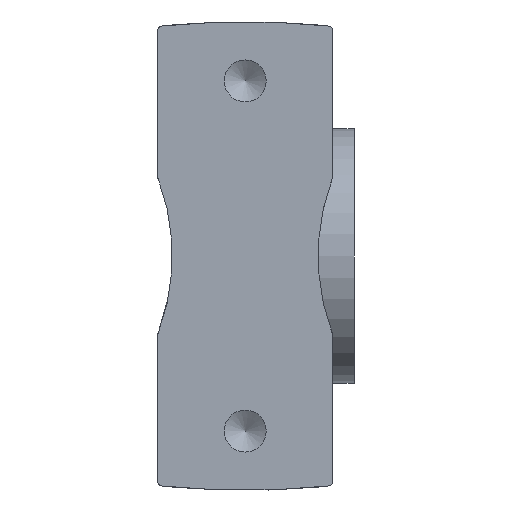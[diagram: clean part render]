
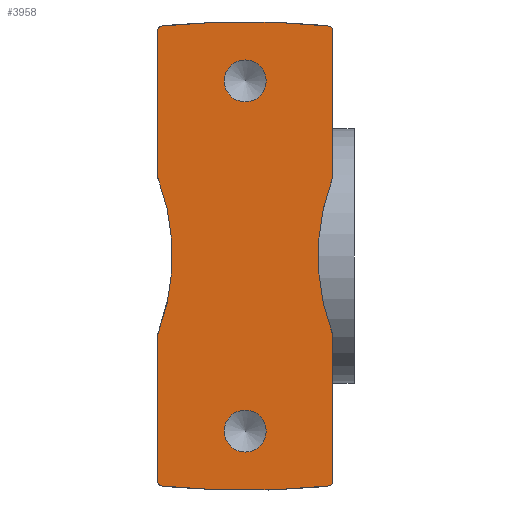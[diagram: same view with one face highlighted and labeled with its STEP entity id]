
A CAD part, front view. The second image highlights one B-rep face of the part: STEP entity #3958.
In plain terms, the highlighted face is planar.
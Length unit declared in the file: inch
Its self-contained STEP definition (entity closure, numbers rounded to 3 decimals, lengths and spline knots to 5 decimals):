
#1009=PLANE('',#4231);
#1052=CIRCLE('',#4132,0.18);
#1054=CIRCLE('',#4136,0.18);
#1075=CIRCLE('',#4170,6.9071);
#1083=CIRCLE('',#4182,0.035);
#1084=CIRCLE('',#4185,1.875);
#1091=CIRCLE('',#4197,1.875);
#1093=CIRCLE('',#4201,0.035);
#1103=CIRCLE('',#4217,0.035);
#1110=CIRCLE('',#4228,6.9071);
#1111=CIRCLE('',#4230,0.035);
#1233=VECTOR('',#4612,1.);
#1242=VECTOR('',#4650,1.);
#1388=LINE('',#7518,#1233);
#1397=LINE('',#7704,#1242);
#1562=VERTEX_POINT('',#5493);
#1565=VERTEX_POINT('',#5500);
#1594=VERTEX_POINT('',#7322);
#1595=VERTEX_POINT('',#7324);
#1602=VERTEX_POINT('',#7513);
#1603=VERTEX_POINT('',#7517);
#1604=VERTEX_POINT('',#7521);
#1614=VERTEX_POINT('',#7656);
#1615=VERTEX_POINT('',#7658);
#1619=VERTEX_POINT('',#7703);
#1639=VERTEX_POINT('',#8190);
#1640=VERTEX_POINT('',#8193);
#1646=VERTEX_POINT('',#8293);
#1647=VERTEX_POINT('',#8297);
#1981=EDGE_CURVE('',#1562,#1562,#1052,.T.);
#1983=EDGE_CURVE('',#1565,#1565,#1054,.T.);
#2032=EDGE_CURVE('',#1595,#1594,#1075,.T.);
#2047=EDGE_CURVE('',#1602,#1594,#1083,.T.);
#2049=EDGE_CURVE('',#1602,#1603,#1388,.T.);
#2051=EDGE_CURVE('',#1603,#1604,#1084,.T.);
#2067=EDGE_CURVE('',#1615,#1614,#1091,.T.);
#2073=EDGE_CURVE('',#1619,#1614,#1397,.T.);
#2074=EDGE_CURVE('',#1595,#1619,#1093,.T.);
#2101=EDGE_CURVE('',#1604,#1639,#1388,.T.);
#2103=EDGE_CURVE('',#1640,#1639,#1103,.T.);
#2115=EDGE_CURVE('',#1640,#1646,#1110,.T.);
#2117=EDGE_CURVE('',#1647,#1646,#1111,.T.);
#2118=EDGE_CURVE('',#1615,#1647,#1397,.T.);
#2701=ORIENTED_EDGE('',*,*,#1981,.T.);
#2702=ORIENTED_EDGE('',*,*,#1983,.T.);
#2703=ORIENTED_EDGE('',*,*,#2117,.F.);
#2704=ORIENTED_EDGE('',*,*,#2118,.F.);
#2705=ORIENTED_EDGE('',*,*,#2067,.T.);
#2706=ORIENTED_EDGE('',*,*,#2073,.F.);
#2707=ORIENTED_EDGE('',*,*,#2074,.F.);
#2708=ORIENTED_EDGE('',*,*,#2032,.T.);
#2709=ORIENTED_EDGE('',*,*,#2047,.F.);
#2710=ORIENTED_EDGE('',*,*,#2049,.T.);
#2711=ORIENTED_EDGE('',*,*,#2051,.T.);
#2712=ORIENTED_EDGE('',*,*,#2101,.T.);
#2713=ORIENTED_EDGE('',*,*,#2103,.F.);
#2714=ORIENTED_EDGE('',*,*,#2115,.T.);
#3442=EDGE_LOOP('',(#2701));
#3443=EDGE_LOOP('',(#2702));
#3444=EDGE_LOOP('',(#2703,#2704,#2705,#2706,#2707,#2708,#2709,#2710,#2711,
#2712,#2713,#2714));
#3699=FACE_BOUND('',#3442,.T.);
#3700=FACE_BOUND('',#3443,.T.);
#3701=FACE_BOUND('',#3444,.T.);
#3958=ADVANCED_FACE('',(#3699,#3700,#3701),#1009,.F.);
#4132=AXIS2_PLACEMENT_3D('',#5492,#4503,#4504);
#4136=AXIS2_PLACEMENT_3D('',#5499,#4511,#4512);
#4170=AXIS2_PLACEMENT_3D('',#7323,#4581,#4582);
#4182=AXIS2_PLACEMENT_3D('',#7514,#4608,#4609);
#4185=AXIS2_PLACEMENT_3D('',#7522,#4616,#4617);
#4197=AXIS2_PLACEMENT_3D('',#7657,#4643,#4644);
#4201=AXIS2_PLACEMENT_3D('',#7706,#4653,#4654);
#4217=AXIS2_PLACEMENT_3D('',#8194,#4691,#4692);
#4228=AXIS2_PLACEMENT_3D('',#8294,#4715,#4716);
#4230=AXIS2_PLACEMENT_3D('',#8298,#4720,#4721);
#4231=AXIS2_PLACEMENT_3D('',#8299,#4722,$);
#4503=DIRECTION('',(0.,0.,1.));
#4504=DIRECTION('',(0.18,0.,0.));
#4511=DIRECTION('',(0.,0.,1.));
#4512=DIRECTION('',(0.18,0.,0.));
#4581=DIRECTION('',(0.,0.,-1.));
#4582=DIRECTION('',(-6.907,0.,0.));
#4608=DIRECTION('',(0.,0.,1.));
#4609=DIRECTION('',(0.026,0.023,0.));
#4612=DIRECTION('',(0.,-1.,0.));
#4616=DIRECTION('',(0.,0.,1.));
#4617=DIRECTION('',(1.875,0.,0.));
#4643=DIRECTION('',(0.,0.,1.));
#4644=DIRECTION('',(-1.875,0.,0.));
#4650=DIRECTION('',(0.,-1.,0.));
#4653=DIRECTION('',(0.,0.,1.));
#4654=DIRECTION('',(-0.026,0.023,0.));
#4691=DIRECTION('',(0.,0.,1.));
#4692=DIRECTION('',(0.026,-0.023,0.));
#4715=DIRECTION('',(0.,0.,-1.));
#4716=DIRECTION('',(6.907,0.,0.));
#4720=DIRECTION('',(0.,0.,1.));
#4721=DIRECTION('',(-0.026,-0.023,0.));
#4722=DIRECTION('',(0.,0.,1.));
#5492=CARTESIAN_POINT('',(0.,-1.5,0.));
#5493=CARTESIAN_POINT('',(0.18,-1.5,0.));
#5499=CARTESIAN_POINT('',(0.,1.5,0.));
#5500=CARTESIAN_POINT('',(0.18,1.5,0.));
#7322=CARTESIAN_POINT('',(0.71666,1.97059,0.));
#7323=CARTESIAN_POINT('',(0.,-4.89922,0.));
#7324=CARTESIAN_POINT('',(-0.71666,1.97059,0.));
#7513=CARTESIAN_POINT('',(0.74803,1.93578,0.));
#7514=CARTESIAN_POINT('',(0.71303,1.93578,0.));
#7517=CARTESIAN_POINT('',(0.74803,0.66929,0.));
#7518=CARTESIAN_POINT('',(0.74803,1.96725,0.));
#7521=CARTESIAN_POINT('',(0.74803,-0.66929,0.));
#7522=CARTESIAN_POINT('',(2.49951,0.,0.));
#7656=CARTESIAN_POINT('',(-0.74803,0.66929,0.));
#7657=CARTESIAN_POINT('',(-2.49951,0.,0.));
#7658=CARTESIAN_POINT('',(-0.74803,-0.66929,0.));
#7703=CARTESIAN_POINT('',(-0.74803,1.93578,0.));
#7704=CARTESIAN_POINT('',(-0.74803,1.96725,0.));
#7706=CARTESIAN_POINT('',(-0.71303,1.93578,0.));
#8190=CARTESIAN_POINT('',(0.74803,-1.93578,0.));
#8193=CARTESIAN_POINT('',(0.71666,-1.97059,0.));
#8194=CARTESIAN_POINT('',(0.71303,-1.93578,0.));
#8293=CARTESIAN_POINT('',(-0.71666,-1.97059,0.));
#8294=CARTESIAN_POINT('',(0.,4.89922,0.));
#8297=CARTESIAN_POINT('',(-0.74803,-1.93578,0.));
#8298=CARTESIAN_POINT('',(-0.71303,-1.93578,0.));
#8299=CARTESIAN_POINT('',(0.37128,0.99496,0.));
